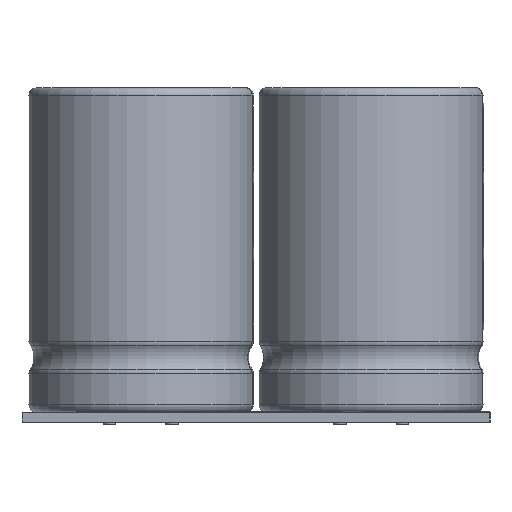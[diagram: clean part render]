
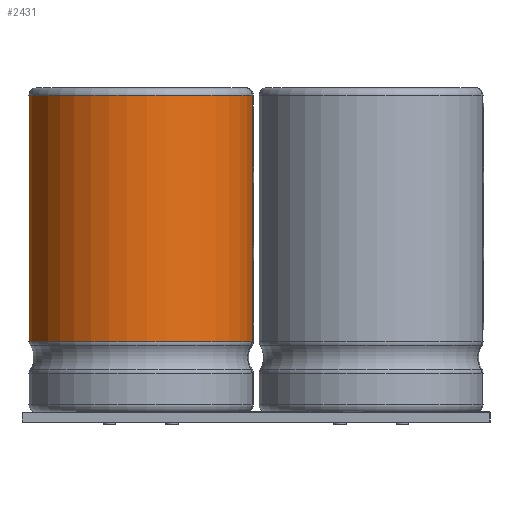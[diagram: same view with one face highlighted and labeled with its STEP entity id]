
A CAD part, left-side view. The second image highlights one B-rep face of the part: STEP entity #2431.
In plain terms, the highlighted cylindrical face has radius 18 mm (diameter 36 mm), a partial arc.
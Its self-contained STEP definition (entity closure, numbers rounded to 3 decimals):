
#295=CIRCLE('',#2791,18.);
#296=CIRCLE('',#2793,18.);
#344=CYLINDRICAL_SURFACE('',#2792,18.);
#430=FACE_OUTER_BOUND('',#623,.T.);
#623=EDGE_LOOP('',(#2017,#2018,#2019,#2020));
#771=LINE('',#4013,#958);
#782=LINE('',#4083,#969);
#958=VECTOR('',#3305,1.);
#969=VECTOR('',#3376,1.);
#1172=VERTEX_POINT('',#4009);
#1174=VERTEX_POINT('',#4012);
#1195=VERTEX_POINT('',#4063);
#1203=VERTEX_POINT('',#4081);
#1446=EDGE_CURVE('',#1174,#1172,#771,.T.);
#1482=EDGE_CURVE('',#1195,#1203,#782,.T.);
#1486=EDGE_CURVE('',#1195,#1172,#295,.T.);
#1487=EDGE_CURVE('',#1174,#1203,#296,.T.);
#2017=ORIENTED_EDGE('',*,*,#1446,.T.);
#2018=ORIENTED_EDGE('',*,*,#1486,.F.);
#2019=ORIENTED_EDGE('',*,*,#1482,.T.);
#2020=ORIENTED_EDGE('',*,*,#1487,.F.);
#2431=ADVANCED_FACE('',(#430),#344,.T.);
#2791=AXIS2_PLACEMENT_3D('',#4092,#3393,#3394);
#2792=AXIS2_PLACEMENT_3D('',#4093,#3395,#3396);
#2793=AXIS2_PLACEMENT_3D('',#4094,#3397,#3398);
#3305=DIRECTION('',(0.,0.,1.));
#3376=DIRECTION('',(0.,0.,-1.));
#3393=DIRECTION('center_axis',(0.,0.,1.));
#3394=DIRECTION('ref_axis',(-1.,0.,0.));
#3395=DIRECTION('center_axis',(0.,0.,1.));
#3396=DIRECTION('ref_axis',(-1.,0.,0.));
#3397=DIRECTION('center_axis',(0.,0.,-1.));
#3398=DIRECTION('ref_axis',(1.,0.,0.));
#4009=CARTESIAN_POINT('',(17.778,-2.816,50.8));
#4012=CARTESIAN_POINT('',(17.778,-2.816,11.329));
#4013=CARTESIAN_POINT('',(17.778,-2.816,26.));
#4063=CARTESIAN_POINT('',(17.778,2.816,50.8));
#4081=CARTESIAN_POINT('',(17.778,2.816,11.329));
#4083=CARTESIAN_POINT('',(17.778,2.816,26.));
#4092=CARTESIAN_POINT('Origin',(0.,0.,50.8));
#4093=CARTESIAN_POINT('Origin',(0.,0.,26.));
#4094=CARTESIAN_POINT('Origin',(0.,0.,11.329));
